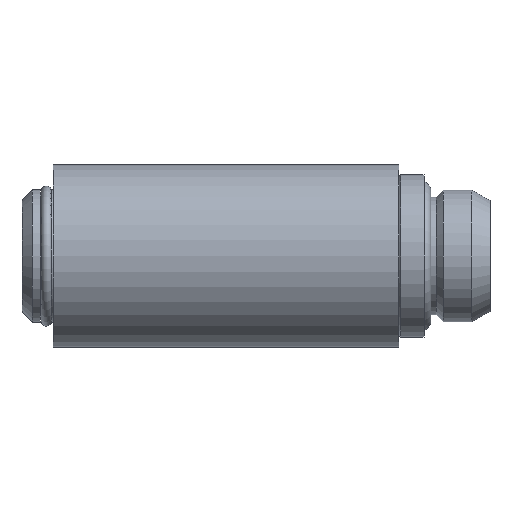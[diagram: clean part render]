
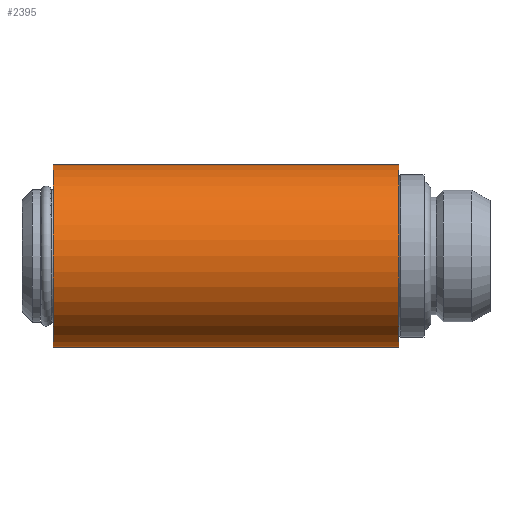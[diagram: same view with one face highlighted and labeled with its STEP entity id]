
A CAD part, left-side view. The second image highlights one B-rep face of the part: STEP entity #2395.
In plain terms, the highlighted cylindrical face has radius 9 mm (diameter 18 mm), a partial arc.
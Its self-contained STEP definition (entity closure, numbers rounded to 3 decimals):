
#78 = DIRECTION ( 'NONE',  ( 0., 0., 1. ) ) ;
#79 = CYLINDRICAL_SURFACE ( 'NONE', #91, 9. ) ;
#81 = DIRECTION ( 'NONE',  ( 0., 1., 0. ) ) ;
#82 = DIRECTION ( 'NONE',  ( 0., 0., 1. ) ) ;
#84 = DIRECTION ( 'NONE',  ( 0., 1., 0. ) ) ;
#86 = CARTESIAN_POINT ( 'NONE',  ( 0., 43., 0. ) ) ;
#88 = FACE_OUTER_BOUND ( 'NONE', #2434, .T. ) ;
#91 = AXIS2_PLACEMENT_3D ( 'NONE', #96, #81, #78 ) ;
#92 = AXIS2_PLACEMENT_3D ( 'NONE', #86, #84, #82 ) ;
#93 = CIRCLE ( 'NONE', #92, 9. ) ;
#96 = CARTESIAN_POINT ( 'NONE',  ( 0., 31.086, 0. ) ) ;
#397 = DIRECTION ( 'NONE',  ( 0., 1., 0. ) ) ;
#398 = VECTOR ( 'NONE', #397, 1000. ) ;
#400 = CARTESIAN_POINT ( 'NONE',  ( 0., 31.086, 9. ) ) ;
#401 = LINE ( 'NONE', #400, #398 ) ;
#406 = CARTESIAN_POINT ( 'NONE',  ( 0., 43., 9. ) ) ;
#678 = EDGE_CURVE ( 'NONE', #2616, #685, #401, .T. ) ;
#685 = VERTEX_POINT ( 'NONE', #406 ) ;
#1759 = DIRECTION ( 'NONE',  ( 0., -1., 0. ) ) ;
#1760 = DIRECTION ( 'NONE',  ( 0., 0., -1. ) ) ;
#1763 = CARTESIAN_POINT ( 'NONE',  ( 0., 9., 0. ) ) ;
#1781 = AXIS2_PLACEMENT_3D ( 'NONE', #1763, #1759, #1760 ) ;
#1782 = CIRCLE ( 'NONE', #1781, 9. ) ;
#2395 = ADVANCED_FACE ( 'NONE', ( #88 ), #79, .T. ) ;
#2396 = ORIENTED_EDGE ( 'NONE', *, *, #2670, .F. ) ;
#2408 = ORIENTED_EDGE ( 'NONE', *, *, #678, .T. ) ;
#2409 = EDGE_CURVE ( 'NONE', #2698, #685, #93, .T. ) ;
#2410 = ORIENTED_EDGE ( 'NONE', *, *, #2437, .F. ) ;
#2434 = EDGE_LOOP ( 'NONE', ( #2396, #2410, #2408, #2446 ) ) ;
#2437 = EDGE_CURVE ( 'NONE', #2616, #2675, #1782, .T. ) ;
#2446 = ORIENTED_EDGE ( 'NONE', *, *, #2409, .F. ) ;
#2616 = VERTEX_POINT ( 'NONE', #2968 ) ;
#2670 = EDGE_CURVE ( 'NONE', #2675, #2698, #3083, .T. ) ;
#2675 = VERTEX_POINT ( 'NONE', #3052 ) ;
#2698 = VERTEX_POINT ( 'NONE', #3271 ) ;
#2968 = CARTESIAN_POINT ( 'NONE',  ( 0., 9., 9. ) ) ;
#3052 = CARTESIAN_POINT ( 'NONE',  ( 0., 9., -9. ) ) ;
#3080 = DIRECTION ( 'NONE',  ( 0., 1., 0. ) ) ;
#3081 = VECTOR ( 'NONE', #3080, 1000. ) ;
#3082 = CARTESIAN_POINT ( 'NONE',  ( 0., 31.086, -9. ) ) ;
#3083 = LINE ( 'NONE', #3082, #3081 ) ;
#3271 = CARTESIAN_POINT ( 'NONE',  ( 0., 43., -9. ) ) ;
